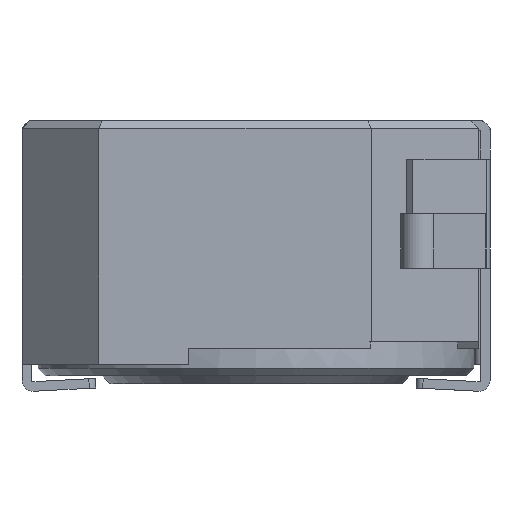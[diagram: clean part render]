
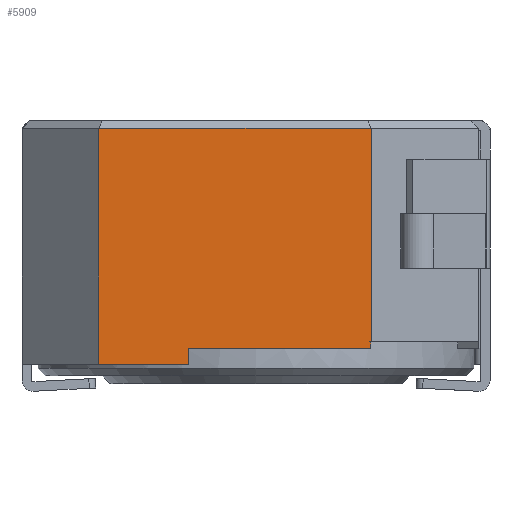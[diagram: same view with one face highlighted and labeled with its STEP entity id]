
A CAD part, front view. The second image highlights one B-rep face of the part: STEP entity #5909.
In plain terms, the highlighted face is planar.
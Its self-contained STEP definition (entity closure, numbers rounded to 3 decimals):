
#1027=ORIENTED_EDGE('',*,*,#1921,.F.);
#1028=ORIENTED_EDGE('',*,*,#1922,.T.);
#1029=ORIENTED_EDGE('',*,*,#1923,.T.);
#1030=ORIENTED_EDGE('',*,*,#1924,.T.);
#1031=ORIENTED_EDGE('',*,*,#1925,.F.);
#1032=ORIENTED_EDGE('',*,*,#1926,.F.);
#1033=ORIENTED_EDGE('',*,*,#1927,.F.);
#1034=ORIENTED_EDGE('',*,*,#1928,.T.);
#1921=EDGE_CURVE('',#2414,#2415,#2829,.T.);
#1922=EDGE_CURVE('',#2414,#2416,#2830,.T.);
#1923=EDGE_CURVE('',#2416,#2417,#2831,.T.);
#1924=EDGE_CURVE('',#2417,#2418,#2832,.T.);
#1925=EDGE_CURVE('',#2419,#2418,#2833,.T.);
#1926=EDGE_CURVE('',#2420,#2419,#2834,.T.);
#1927=EDGE_CURVE('',#2421,#2420,#2835,.T.);
#1928=EDGE_CURVE('',#2421,#2415,#2836,.T.);
#2414=VERTEX_POINT('',#8821);
#2415=VERTEX_POINT('',#8822);
#2416=VERTEX_POINT('',#8824);
#2417=VERTEX_POINT('',#8826);
#2418=VERTEX_POINT('',#8828);
#2419=VERTEX_POINT('',#8830);
#2420=VERTEX_POINT('',#8832);
#2421=VERTEX_POINT('',#8834);
#2829=LINE('',#8820,#3268);
#2830=LINE('',#8823,#3269);
#2831=LINE('',#8825,#3270);
#2832=LINE('',#8827,#3271);
#2833=LINE('',#8829,#3272);
#2834=LINE('',#8831,#3273);
#2835=LINE('',#8833,#3274);
#2836=LINE('',#8835,#3275);
#3268=VECTOR('',#7084,1000.);
#3269=VECTOR('',#7085,1000.);
#3270=VECTOR('',#7086,1000.);
#3271=VECTOR('',#7087,1000.);
#3272=VECTOR('',#7088,1000.);
#3273=VECTOR('',#7089,1000.);
#3274=VECTOR('',#7090,1000.);
#3275=VECTOR('',#7091,1000.);
#3572=EDGE_LOOP('',(#1027,#1028,#1029,#1030,#1031,#1032,#1033,#1034));
#3839=FACE_BOUND('',#3572,.T.);
#4039=PLANE('',#6218);
#5909=ADVANCED_FACE('',(#3839),#4039,.F.);
#6218=AXIS2_PLACEMENT_3D('',#8819,#7082,#7083);
#7082=DIRECTION('',(1.,0.,0.));
#7083=DIRECTION('',(0.,0.,-1.));
#7084=DIRECTION('',(0.,0.,-1.));
#7085=DIRECTION('',(0.,1.,0.));
#7086=DIRECTION('',(0.,0.,-1.));
#7087=DIRECTION('',(0.,-1.,0.));
#7088=DIRECTION('',(0.,0.,-1.));
#7089=DIRECTION('',(0.,1.,0.));
#7090=DIRECTION('',(0.,0.,-1.));
#7091=DIRECTION('',(0.,-1.,0.));
#8819=CARTESIAN_POINT('',(-3.65,3.65,4.22));
#8820=CARTESIAN_POINT('',(-3.65,-1.795,11.421));
#8821=CARTESIAN_POINT('',(-3.65,-1.795,4.1));
#8822=CARTESIAN_POINT('',(-3.65,-1.795,0.77));
#8823=CARTESIAN_POINT('',(-3.65,2.45,4.1));
#8824=CARTESIAN_POINT('',(-3.65,2.45,4.1));
#8825=CARTESIAN_POINT('',(-3.65,2.45,4.22));
#8826=CARTESIAN_POINT('',(-3.65,2.45,0.42));
#8827=CARTESIAN_POINT('',(-3.65,3.65,0.42));
#8828=CARTESIAN_POINT('',(-3.65,1.05,0.42));
#8829=CARTESIAN_POINT('',(-3.65,1.05,0.67));
#8830=CARTESIAN_POINT('',(-3.65,1.05,0.67));
#8831=CARTESIAN_POINT('',(-3.65,1.05,0.67));
#8832=CARTESIAN_POINT('',(-3.65,-1.79,0.67));
#8833=CARTESIAN_POINT('',(-3.65,-1.79,4.22));
#8834=CARTESIAN_POINT('',(-3.65,-1.79,0.77));
#8835=CARTESIAN_POINT('',(-3.65,3.65,0.77));
